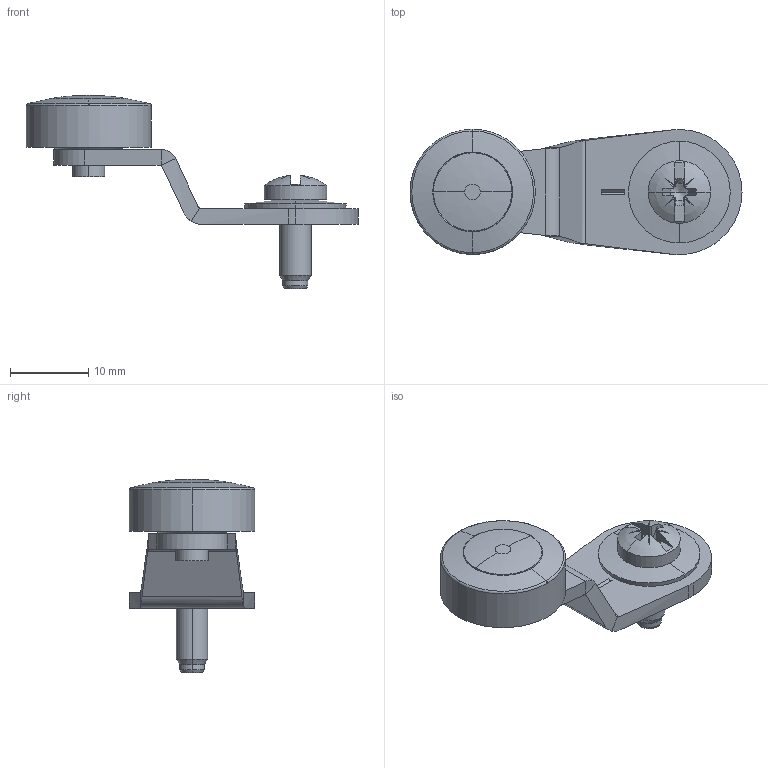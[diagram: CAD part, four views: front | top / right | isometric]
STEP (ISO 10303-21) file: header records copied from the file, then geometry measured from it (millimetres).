
FILE_DESCRIPTION(('STEP AP242'),'1');
FILE_NAME('zcy26.stp','2021-05-18T08:43:53',('TraceParts'),('TraceParts S.A.'),'Spatial InterOp 3D',' ',' ');
FILE_SCHEMA(('AP242_MANAGED_MODEL_BASED_3D_ENGINEERING_MIM_LF {1 0 10303 442 1 1 4}'));
Length unit declared in the file: millimetre
Products named in the file (1): zcy26_1
Bounding box: 42.4 x 16 x 24.65 mm (x, y, z)
Volume: 2410 mm3; surface area: 3125.4 mm2
Topology: 6 solids, 6 shells, 292 faces, 743 edges, 456 vertices
Faces by surface type: cylinder 133, plane 89, cone 34, torus 16, bspline 16, sphere 4
Entity records: 9452 total; most frequent: CARTESIAN_POINT 2403, DIRECTION 1525, ORIENTED_EDGE 1462, EDGE_CURVE 731, AXIS2_PLACEMENT_3D 616, VERTEX_POINT 456, CIRCLE 334, EDGE_LOOP 307
